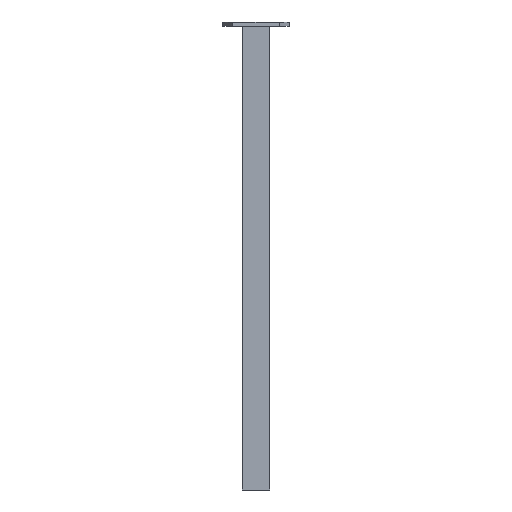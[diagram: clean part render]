
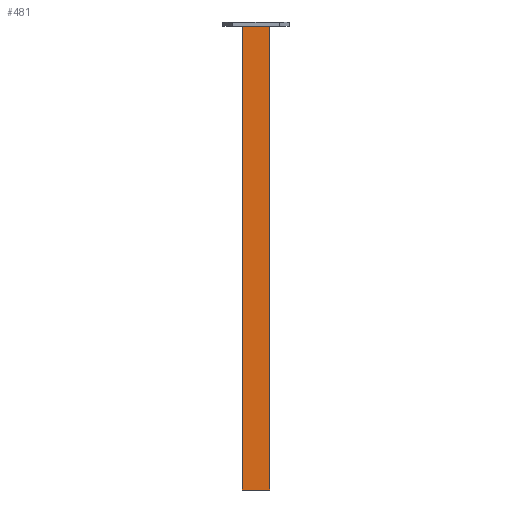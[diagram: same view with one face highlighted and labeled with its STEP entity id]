
A CAD part, front view. The second image highlights one B-rep face of the part: STEP entity #481.
In plain terms, the highlighted planar face has unit normal (0, -1, 0).
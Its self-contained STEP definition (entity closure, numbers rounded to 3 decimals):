
#30 = AXIS2_PLACEMENT_3D ( 'NONE', #2097, #2106, #2107 ) ;
#251 = EDGE_CURVE ( 'NONE', #3369, #3555, #1250, .T. ) ;
#417 = EDGE_CURVE ( 'NONE', #3334, #3337, #1510, .T. ) ;
#419 = EDGE_CURVE ( 'NONE', #3337, #3555, #1514, .T. ) ;
#420 = EDGE_CURVE ( 'NONE', #3334, #3369, #1516, .T. ) ;
#481 = ADVANCED_FACE ( 'NONE', ( #1574 ), #2104, .F. ) ;
#609 = ORIENTED_EDGE ( 'NONE', *, *, #419, .T. ) ;
#610 = ORIENTED_EDGE ( 'NONE', *, *, #251, .F. ) ;
#611 = ORIENTED_EDGE ( 'NONE', *, *, #420, .F. ) ;
#612 = ORIENTED_EDGE ( 'NONE', *, *, #417, .T. ) ;
#911 = EDGE_LOOP ( 'NONE', ( #609, #610, #611, #612 ) ) ;
#1250 = LINE ( 'NONE', #3093, #1255 ) ;
#1255 = VECTOR ( 'NONE', #3099, 1000. ) ;
#1510 = LINE ( 'NONE', #2029, #1513 ) ;
#1513 = VECTOR ( 'NONE', #2031, 1000. ) ;
#1514 = LINE ( 'NONE', #2033, #1517 ) ;
#1516 = LINE ( 'NONE', #2035, #1519 ) ;
#1517 = VECTOR ( 'NONE', #2034, 1000. ) ;
#1519 = VECTOR ( 'NONE', #2036, 1000. ) ;
#1574 = FACE_OUTER_BOUND ( 'NONE', #911, .T. ) ;
#2029 = CARTESIAN_POINT ( 'NONE',  ( -21., -40., 696. ) ) ;
#2031 = DIRECTION ( 'NONE',  ( 0., 0., -1. ) ) ;
#2033 = CARTESIAN_POINT ( 'NONE',  ( 21., -40., 0. ) ) ;
#2034 = DIRECTION ( 'NONE',  ( 1., 0., 0. ) ) ;
#2035 = CARTESIAN_POINT ( 'NONE',  ( 21., -40., 696. ) ) ;
#2036 = DIRECTION ( 'NONE',  ( 1., 0., 0. ) ) ;
#2097 = CARTESIAN_POINT ( 'NONE',  ( 21., -40., 696. ) ) ;
#2104 = PLANE ( 'NONE',  #30 ) ;
#2106 = DIRECTION ( 'NONE',  ( 0., 1., 0. ) ) ;
#2107 = DIRECTION ( 'NONE',  ( -1., 0., 0. ) ) ;
#2497 = CARTESIAN_POINT ( 'NONE',  ( -21., -40., 0. ) ) ;
#2500 = CARTESIAN_POINT ( 'NONE',  ( -21., -40., 696. ) ) ;
#2512 = CARTESIAN_POINT ( 'NONE',  ( 21., -40., 696. ) ) ;
#2615 = CARTESIAN_POINT ( 'NONE',  ( 21., -40., 0. ) ) ;
#3093 = CARTESIAN_POINT ( 'NONE',  ( 21., -40., 696. ) ) ;
#3099 = DIRECTION ( 'NONE',  ( 0., 0., -1. ) ) ;
#3334 = VERTEX_POINT ( 'NONE', #2500 ) ;
#3337 = VERTEX_POINT ( 'NONE', #2497 ) ;
#3369 = VERTEX_POINT ( 'NONE', #2512 ) ;
#3555 = VERTEX_POINT ( 'NONE', #2615 ) ;
